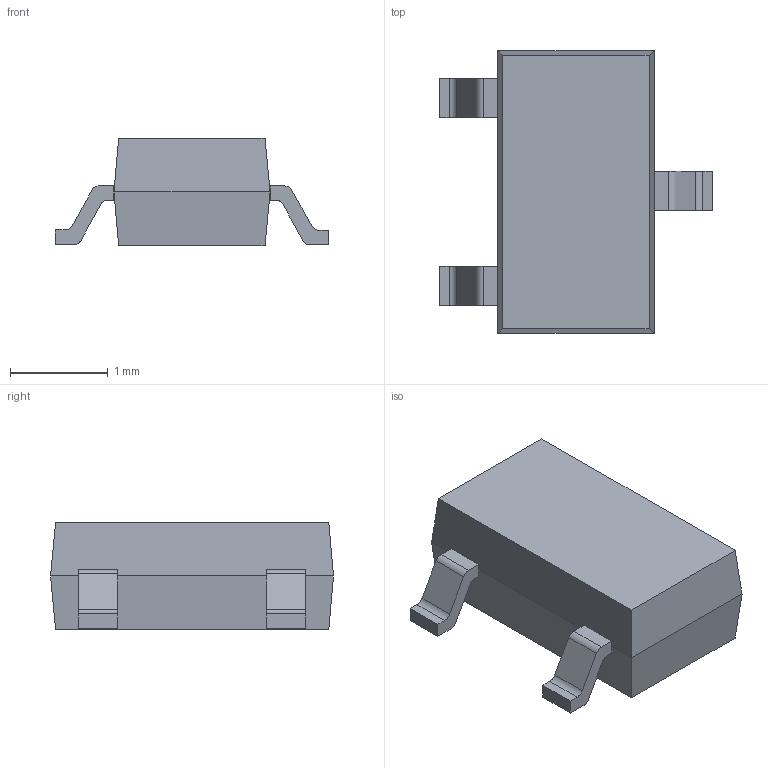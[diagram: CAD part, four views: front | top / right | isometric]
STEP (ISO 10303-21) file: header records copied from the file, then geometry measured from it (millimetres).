
FILE_DESCRIPTION(('FreeCAD Model'),'2;1');
FILE_NAME('SOT23-3.step', '2016-06-13T10:43:05',('Author'),(''), 'Open CASCADE STEP processor 6.8','FreeCAD','Unknown');
FILE_SCHEMA(('AUTOMOTIVE_DESIGN_CC2 { 1 2 10303 214 -1 1 5 4 }'));
Length unit declared in the file: inch
Products named in the file (3): ASSEMBLY; body; pads
Assembly tree (2 placements, depth 2):
  ASSEMBLY
    body
    pads
Bounding box: 2.8 x 2.9 x 1.1 mm (x, y, z)
Volume: 5 mm3; surface area: 21.3 mm2
Topology: 4 solids, 4 shells, 52 faces, 128 edges, 84 vertices
Faces by surface type: plane 32, cylinder 12, bspline 8
Entity records: 3290 total; most frequent: CARTESIAN_POINT 675, DIRECTION 454, LINE 304, VECTOR 304, ORIENTED_EDGE 256, PCURVE 256, DEFINITIONAL_REPRESENTATION 256, EDGE_CURVE 128
